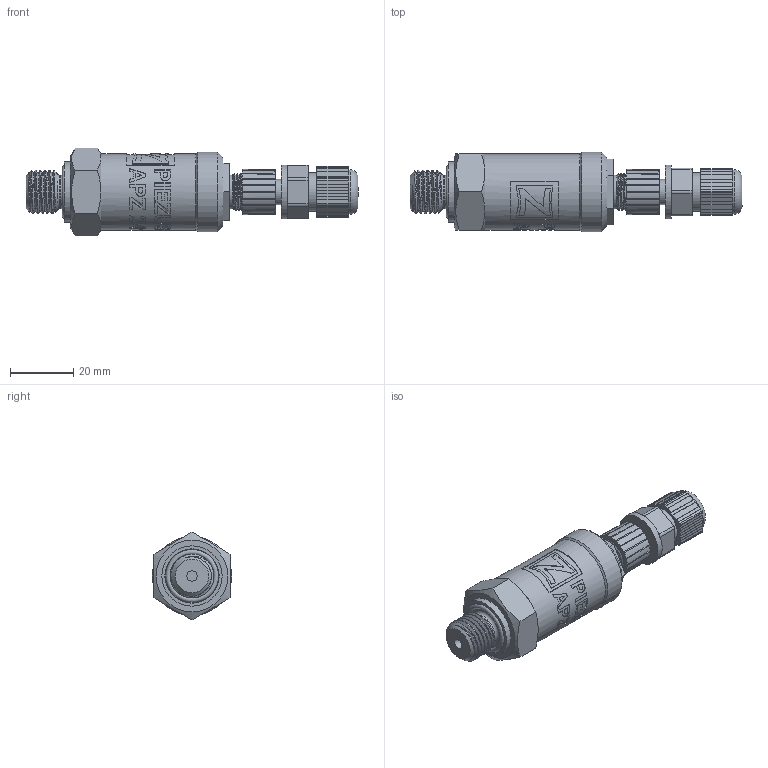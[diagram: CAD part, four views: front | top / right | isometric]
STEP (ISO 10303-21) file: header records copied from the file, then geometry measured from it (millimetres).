
FILE_DESCRIPTION(/* description */ (''),/* implementation_level */ '2;1');
FILE_NAME(/* name */ 'APZ2410_M14x1,5DIN_M12x1.step',/* time_stamp */ '2021-06-11T14:54:00+03:00',/* author */ (''),/* organization */ (''),/* preprocessor_version */ 'ST-DEVELOPER v18.1',/* originating_system */ 'Autodesk Translation Framework v10.9.0.1377',/* authorisation */ '');
FILE_SCHEMA (('AUTOMOTIVE_DESIGN { 1 0 10303 214 3 1 1 }'));
Products named in the file (6): APZ2410_M14x1,5DIN_M12x1; M14x1,5 DIN; Адаптер М12х1; M12x1 assembly v4; M12x1 female straight v9; M12x1 male v16
Assembly tree (5 placements, depth 3):
  APZ2410_M14x1,5DIN_M12x1
    M14x1,5 DIN
    Адаптер М12х1
    M12x1 assembly v4
      M12x1 female straight v9
      M12x1 male v16
Bounding box: 104.67 x 25 x 27.71 mm (x, y, z)
Volume: 31683.9 mm3; surface area: 14469.7 mm2
Topology: 16 solids, 16 shells, 760 faces, 2123 edges, 1432 vertices
Faces by surface type: bspline 321, plane 254, cylinder 134, cone 40, torus 11
Full cylindrical faces by diameter (mm): 1 x12, 1.5 x4, 3.3 x1, 7.3 x1, 8 x3, 8.2 x1, 10.293 x1, 10.5 x1, 10.6 x2, 10.741 x6, 11.884 x5, 12 x1, 12.137 x5, 13.5 x1, 13.85 x4, 14 x2, 14.137 x4, 14.526 x7, 15.85 x3, 16.203 x8, 16.7 x1, 17 x1, 19 x1, 22.15 x2, 22.65 x2, 24 x1, 25 x1
Entity records: 49652 total; most frequent: CARTESIAN_POINT 31833, ORIENTED_EDGE 4246, DIRECTION 2692, EDGE_CURVE 2123, VERTEX_POINT 1432, LINE 1050, VECTOR 1050, AXIS2_PLACEMENT_3D 821
